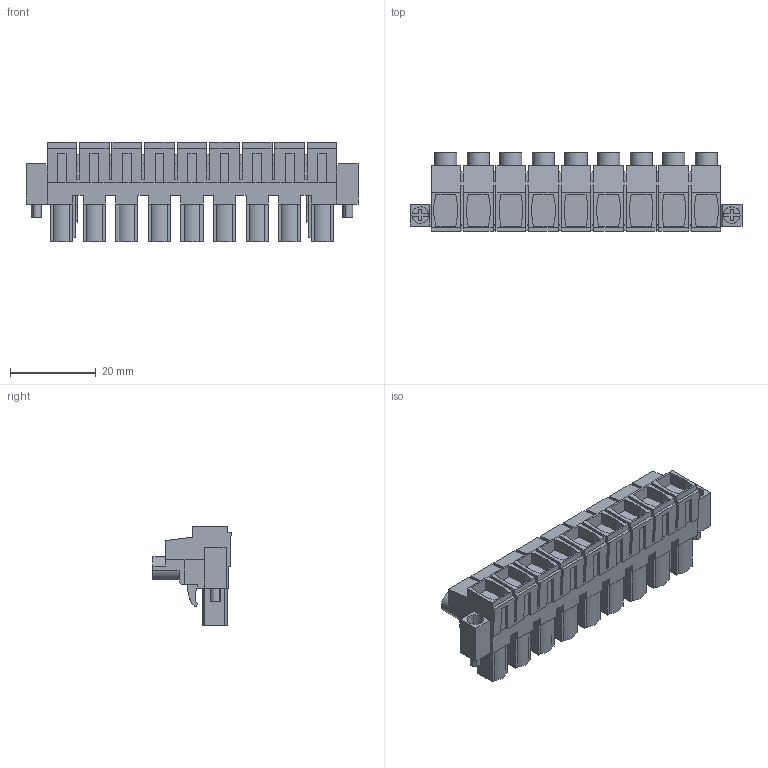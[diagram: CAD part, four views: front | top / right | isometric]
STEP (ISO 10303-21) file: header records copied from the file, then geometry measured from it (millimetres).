
FILE_DESCRIPTION(('CATIA V5 STEP Exchange','CAx-IF Rec.Pracs.--- Model Styling and Organization---1.2---2011-12-15'),'2;1');
FILE_NAME ('D1448480_0_1095750000_1095750000.stp','2017-06-08T10:32:37+00:00',('none'),('Weidmueller'),'CATIA Version 5-6 Release 2014','CATIA V5 STEP AP214','none');
FILE_SCHEMA(('AUTOMOTIVE_DESIGN { 1 0 10303 214 1 1 1 1 }'));
Length unit declared in the file: millimetre
Products named in the file (1): 1095750000
Bounding box: 77.64 x 18.28 x 23.35 mm (x, y, z)
Volume: 12884.2 mm3; surface area: 10760.4 mm2
Topology: 12 solids, 12 shells, 914 faces, 2580 edges, 1732 vertices
Faces by surface type: plane 765, cylinder 141, extrusion 8
Entity records: 27103 total; most frequent: ORIENTED_EDGE 5160, CARTESIAN_POINT 5080, DIRECTION 3526, EDGE_CURVE 2580, VECTOR 2219, LINE 2211, VERTEX_POINT 1732, EDGE_LOOP 960
